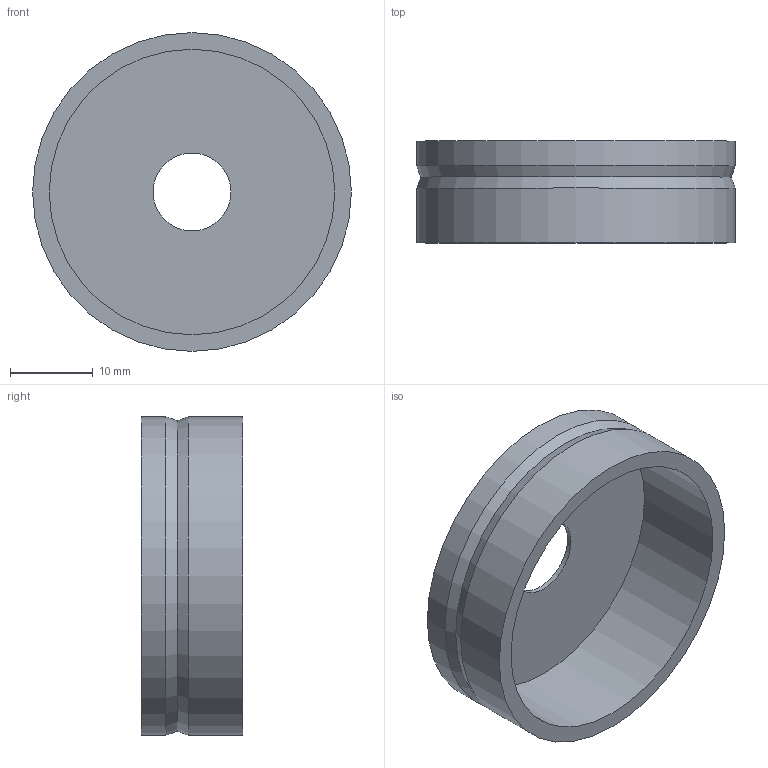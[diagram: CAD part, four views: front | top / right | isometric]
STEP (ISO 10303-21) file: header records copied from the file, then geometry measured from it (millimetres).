
FILE_DESCRIPTION(/* description */ (''),/* implementation_level */ '2;1');
FILE_NAME(/* name */ 'cylinder_38.5_9.4 v5.step',/* time_stamp */ '2024-10-21T13:50:02+02:00',/* author */ (''),/* organization */ (''),/* preprocessor_version */ 'ST-DEVELOPER v20',/* originating_system */ 'Autodesk Translation Framework v13.20.0.188',/* authorisation */ '');
FILE_SCHEMA (('AUTOMOTIVE_DESIGN { 1 0 10303 214 3 1 1 }'));
Length unit declared in the file: millimetre
Products named in the file (1): válec 38.5_9.4
Bounding box: 38.5 x 12.3 x 38.5 mm (x, y, z)
Volume: 3259.2 mm3; surface area: 4980.2 mm2
Topology: 1 solids, 1 shells, 9 faces, 15 edges, 9 vertices
Faces by surface type: cylinder 4, plane 3, cone 2
Full cylindrical faces by diameter (mm): 9.4 x1, 34.5 x1, 38.5 x2
Entity records: 251 total; most frequent: DIRECTION 44, CARTESIAN_POINT 34, ORIENTED_EDGE 30, AXIS2_PLACEMENT_3D 19, EDGE_CURVE 15, EDGE_LOOP 12, FACE_OUTER_BOUND 9, CIRCLE 9
